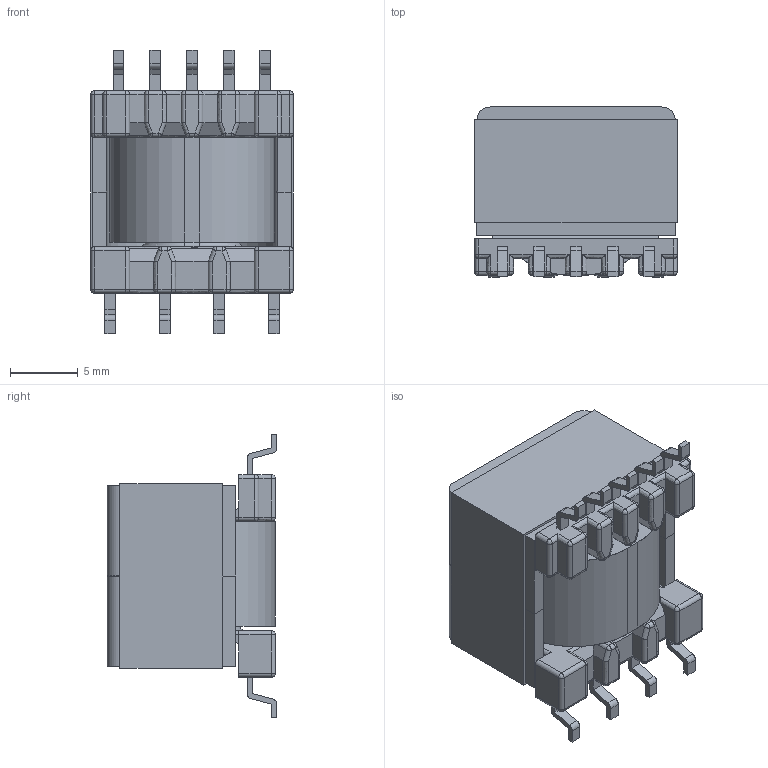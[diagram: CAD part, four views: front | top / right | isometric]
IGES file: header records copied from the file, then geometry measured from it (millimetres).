
Start section: SolidWorks IGES file using analytic representation for surfaces
Global section: file name: EPW15S_6782.IGS; native system: SolidWorks 2017; preprocessor: SolidWorks 2017; author: tisha.pedersen; date: 190131.141335; units: inch
Bounding box: 15.01 x 12.57 x 20.99 mm (x, y, z)
Surface area: 4021.3 mm2 (no closed solid volume)
Topology: 0 solids, 0 shells, 440 faces, 3164 edges, 3138 vertices
Faces by surface type: bspline 239, revolution 201
